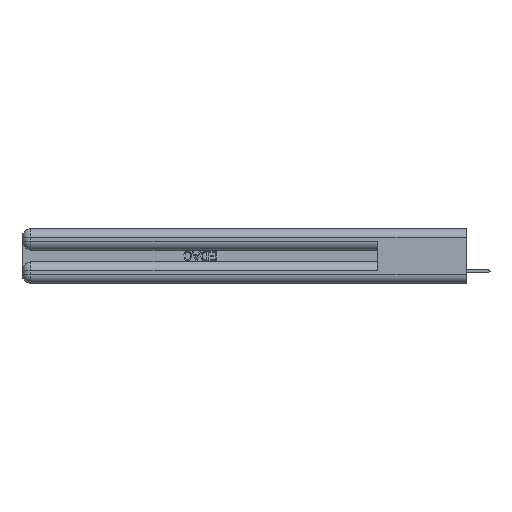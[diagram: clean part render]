
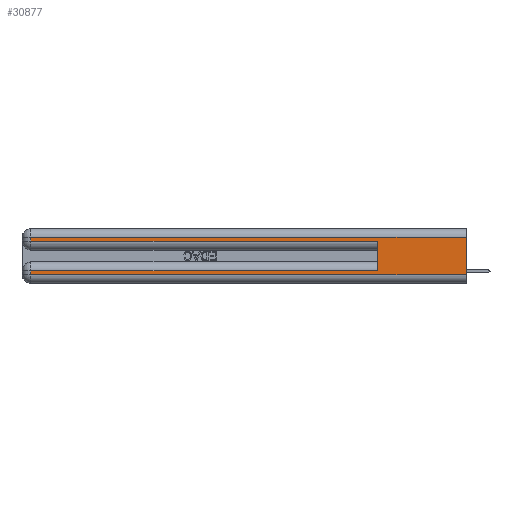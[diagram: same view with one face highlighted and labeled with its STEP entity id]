
A CAD part, left-side view. The second image highlights one B-rep face of the part: STEP entity #30877.
In plain terms, the highlighted planar face has unit normal (-1, 0, 0).
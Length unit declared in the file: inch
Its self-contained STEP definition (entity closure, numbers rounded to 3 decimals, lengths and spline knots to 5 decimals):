
#420 = EDGE_CURVE ( 'NONE', #18844, #2370, #28868, .T. ) ;
#826 = ORIENTED_EDGE ( 'NONE', *, *, #21037, .T. ) ;
#836 = VECTOR ( 'NONE', #17496, 39.37008 ) ;
#1034 = LINE ( 'NONE', #42563, #18598 ) ;
#1682 = VECTOR ( 'NONE', #29331, 39.37008 ) ;
#2118 = CARTESIAN_POINT ( 'NONE',  ( 0., 2.94, 0.06 ) ) ;
#2370 = VERTEX_POINT ( 'NONE', #16379 ) ;
#2415 = VERTEX_POINT ( 'NONE', #16528 ) ;
#2454 = LINE ( 'NONE', #35314, #836 ) ;
#3814 = VERTEX_POINT ( 'NONE', #2118 ) ;
#3818 = VERTEX_POINT ( 'NONE', #30196 ) ;
#5219 = ORIENTED_EDGE ( 'NONE', *, *, #15889, .T. ) ;
#5593 = CARTESIAN_POINT ( 'NONE',  ( 0., 2.94, 0.285 ) ) ;
#6115 = LINE ( 'NONE', #10124, #34148 ) ;
#6596 = EDGE_CURVE ( 'NONE', #2370, #3814, #2454, .T. ) ;
#8375 = AXIS2_PLACEMENT_3D ( 'NONE', #39216, #43653, #43196 ) ;
#8464 = CARTESIAN_POINT ( 'NONE',  ( 0., 0.6, 0.145 ) ) ;
#10124 = CARTESIAN_POINT ( 'NONE',  ( 0., 2.94, 0.37 ) ) ;
#10662 = FACE_OUTER_BOUND ( 'NONE', #19798, .T. ) ;
#10845 = DIRECTION ( 'NONE',  ( 0., -1., 0. ) ) ;
#13093 = CARTESIAN_POINT ( 'NONE',  ( 0., 0., 0.31 ) ) ;
#13458 = CARTESIAN_POINT ( 'NONE',  ( 0., 0., 0.06 ) ) ;
#14269 = CARTESIAN_POINT ( 'NONE',  ( 0., 0., 0.37 ) ) ;
#15378 = EDGE_CURVE ( 'NONE', #2415, #30112, #20327, .T. ) ;
#15889 = EDGE_CURVE ( 'NONE', #25321, #19319, #41170, .T. ) ;
#16379 = CARTESIAN_POINT ( 'NONE',  ( 0., 2.94, 0.085 ) ) ;
#16528 = CARTESIAN_POINT ( 'NONE',  ( 0., 0., 0.31 ) ) ;
#16789 = DIRECTION ( 'NONE',  ( 0., 1., 0. ) ) ;
#17496 = DIRECTION ( 'NONE',  ( 0., 0., -1. ) ) ;
#17846 = LINE ( 'NONE', #8464, #42547 ) ;
#17942 = CARTESIAN_POINT ( 'NONE',  ( 0., 0., 0.085 ) ) ;
#18021 = PLANE ( 'NONE',  #8375 ) ;
#18369 = CARTESIAN_POINT ( 'NONE',  ( 0., 0., 0.285 ) ) ;
#18598 = VECTOR ( 'NONE', #22766, 39.37008 ) ;
#18844 = VERTEX_POINT ( 'NONE', #36938 ) ;
#19319 = VERTEX_POINT ( 'NONE', #25376 ) ;
#19435 = EDGE_CURVE ( 'NONE', #18844, #19319, #17846, .T. ) ;
#19798 = EDGE_LOOP ( 'NONE', ( #40045, #44284, #826, #5219, #38497, #38233, #26999, #23667 ) ) ;
#20327 = LINE ( 'NONE', #14269, #1682 ) ;
#21037 = EDGE_CURVE ( 'NONE', #3818, #25321, #6115, .T. ) ;
#21696 = VECTOR ( 'NONE', #31916, 39.37008 ) ;
#22766 = DIRECTION ( 'NONE',  ( 0., -1., 0. ) ) ;
#23667 = ORIENTED_EDGE ( 'NONE', *, *, #28757, .T. ) ;
#25321 = VERTEX_POINT ( 'NONE', #5593 ) ;
#25376 = CARTESIAN_POINT ( 'NONE',  ( 0., 0.6, 0.285 ) ) ;
#26999 = ORIENTED_EDGE ( 'NONE', *, *, #6596, .T. ) ;
#28757 = EDGE_CURVE ( 'NONE', #3814, #30112, #1034, .T. ) ;
#28868 = LINE ( 'NONE', #17942, #21696 ) ;
#29331 = DIRECTION ( 'NONE',  ( 0., 0., -1. ) ) ;
#30112 = VERTEX_POINT ( 'NONE', #13458 ) ;
#30196 = CARTESIAN_POINT ( 'NONE',  ( 0., 2.94, 0.31 ) ) ;
#30657 = EDGE_CURVE ( 'NONE', #2415, #3818, #40324, .T. ) ;
#30729 = VECTOR ( 'NONE', #10845, 39.37008 ) ;
#30877 = ADVANCED_FACE ( 'NONE', ( #10662 ), #18021, .F. ) ;
#31916 = DIRECTION ( 'NONE',  ( 0., 1., 0. ) ) ;
#34148 = VECTOR ( 'NONE', #34710, 39.37008 ) ;
#34710 = DIRECTION ( 'NONE',  ( 0., 0., -1. ) ) ;
#35314 = CARTESIAN_POINT ( 'NONE',  ( 0., 2.94, 0.37 ) ) ;
#36938 = CARTESIAN_POINT ( 'NONE',  ( 0., 0.6, 0.085 ) ) ;
#38233 = ORIENTED_EDGE ( 'NONE', *, *, #420, .T. ) ;
#38497 = ORIENTED_EDGE ( 'NONE', *, *, #19435, .F. ) ;
#39216 = CARTESIAN_POINT ( 'NONE',  ( 0., 0., 0.37 ) ) ;
#40045 = ORIENTED_EDGE ( 'NONE', *, *, #15378, .F. ) ;
#40089 = DIRECTION ( 'NONE',  ( 0., 0., 1. ) ) ;
#40324 = LINE ( 'NONE', #13093, #44718 ) ;
#41170 = LINE ( 'NONE', #18369, #30729 ) ;
#42547 = VECTOR ( 'NONE', #40089, 39.37008 ) ;
#42563 = CARTESIAN_POINT ( 'NONE',  ( 0., 0., 0.06 ) ) ;
#43196 = DIRECTION ( 'NONE',  ( 0., 0., -1. ) ) ;
#43653 = DIRECTION ( 'NONE',  ( 1., 0., 0. ) ) ;
#44284 = ORIENTED_EDGE ( 'NONE', *, *, #30657, .T. ) ;
#44718 = VECTOR ( 'NONE', #16789, 39.37008 ) ;
